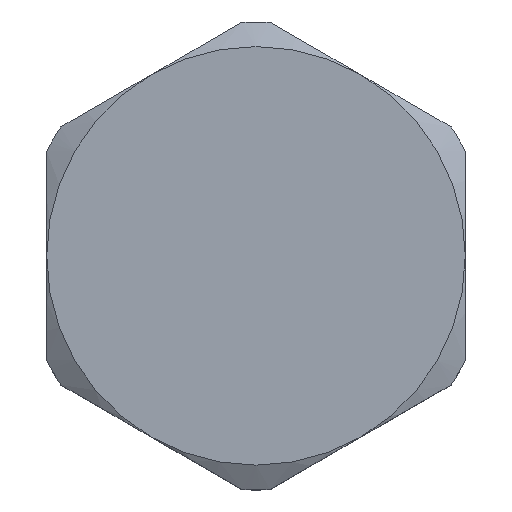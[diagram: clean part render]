
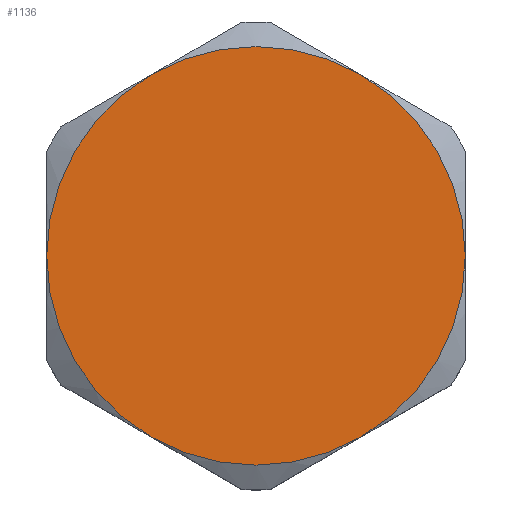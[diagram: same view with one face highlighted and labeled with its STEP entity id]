
A CAD part, top view. The second image highlights one B-rep face of the part: STEP entity #1136.
In plain terms, the highlighted planar face has unit normal (0, 0, 1).
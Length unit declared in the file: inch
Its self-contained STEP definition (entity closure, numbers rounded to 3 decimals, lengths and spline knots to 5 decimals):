
#217=CARTESIAN_POINT('',(0.,0.,0.453));
#218=DIRECTION('',(0.,0.,1.));
#219=DIRECTION('',(-1.,0.,0.));
#220=AXIS2_PLACEMENT_3D('',#217,#218,#219);
#222=CARTESIAN_POINT('',(0.,0.,0.453));
#223=DIRECTION('',(0.,0.,1.));
#224=DIRECTION('',(-0.5,0.866,0.));
#225=AXIS2_PLACEMENT_3D('',#222,#223,#224);
#227=CARTESIAN_POINT('',(0.,0.,0.453));
#228=DIRECTION('',(0.,0.,1.));
#229=DIRECTION('',(1.,0.,0.));
#230=AXIS2_PLACEMENT_3D('',#227,#228,#229);
#232=CARTESIAN_POINT('',(0.,0.,0.453));
#233=DIRECTION('',(0.,0.,1.));
#234=DIRECTION('',(0.5,-0.866,0.));
#235=AXIS2_PLACEMENT_3D('',#232,#233,#234);
#237=CARTESIAN_POINT('',(0.,0.,0.453));
#238=DIRECTION('',(0.,0.,1.));
#239=DIRECTION('',(-0.5,-0.866,0.));
#240=AXIS2_PLACEMENT_3D('',#237,#238,#239);
#374=CARTESIAN_POINT('',(0.,0.,0.453));
#375=DIRECTION('',(0.,0.,1.));
#376=DIRECTION('',(0.5,0.866,0.));
#377=AXIS2_PLACEMENT_3D('',#374,#375,#376);
#729=CARTESIAN_POINT('',(0.21875,-0.37889,0.453));
#730=CARTESIAN_POINT('',(0.4375,0.,0.453));
#731=VERTEX_POINT('',#729);
#732=VERTEX_POINT('',#730);
#733=CARTESIAN_POINT('',(0.21875,0.37889,0.453));
#734=VERTEX_POINT('',#733);
#735=CARTESIAN_POINT('',(-0.21875,0.37889,0.453));
#736=CARTESIAN_POINT('',(-0.4375,0.,0.453));
#737=VERTEX_POINT('',#735);
#738=VERTEX_POINT('',#736);
#739=CARTESIAN_POINT('',(-0.21875,-0.37889,0.453));
#740=VERTEX_POINT('',#739);
#1118=CARTESIAN_POINT('',(0.,0.,0.453));
#1119=DIRECTION('',(0.,0.,1.));
#1120=DIRECTION('',(0.,1.,0.));
#1121=AXIS2_PLACEMENT_3D('',#1118,#1119,#1120);
#1122=PLANE('',#1121);
#1124=ORIENTED_EDGE('',*,*,#1123,.F.);
#1125=ORIENTED_EDGE('',*,*,#1108,.F.);
#1127=ORIENTED_EDGE('',*,*,#1126,.F.);
#1129=ORIENTED_EDGE('',*,*,#1128,.F.);
#1131=ORIENTED_EDGE('',*,*,#1130,.F.);
#1133=ORIENTED_EDGE('',*,*,#1132,.F.);
#1134=EDGE_LOOP('',(#1124,#1125,#1127,#1129,#1131,#1133));
#1135=FACE_OUTER_BOUND('',#1134,.F.);
#1136=ADVANCED_FACE('',(#1135),#1122,.T.);
#221=CIRCLE('',#220,0.4375);
#226=CIRCLE('',#225,0.4375);
#231=CIRCLE('',#230,0.4375);
#236=CIRCLE('',#235,0.4375);
#241=CIRCLE('',#240,0.4375);
#378=CIRCLE('',#377,0.4375);
#1108=EDGE_CURVE('',#738,#740,#221,.T.);
#1123=EDGE_CURVE('',#740,#731,#241,.T.);
#1126=EDGE_CURVE('',#737,#738,#226,.T.);
#1128=EDGE_CURVE('',#734,#737,#378,.T.);
#1130=EDGE_CURVE('',#732,#734,#231,.T.);
#1132=EDGE_CURVE('',#731,#732,#236,.T.);
